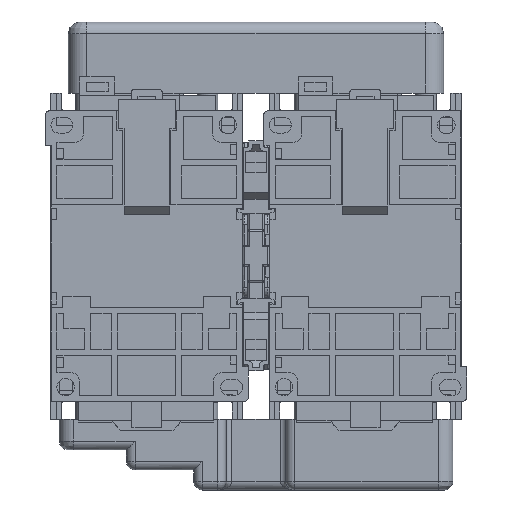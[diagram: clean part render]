
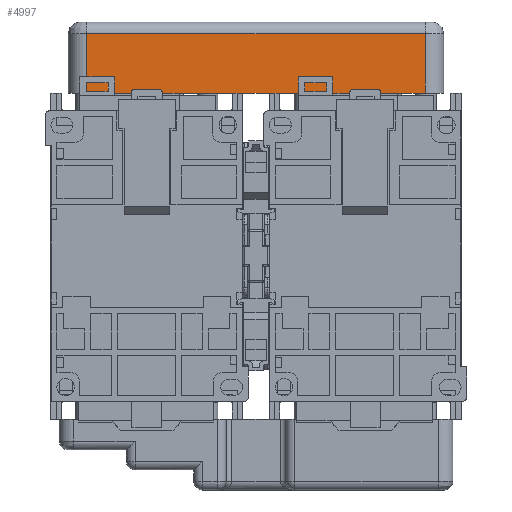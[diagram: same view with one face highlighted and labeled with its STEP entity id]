
A CAD part, front view. The second image highlights one B-rep face of the part: STEP entity #4997.
In plain terms, the highlighted planar face has unit normal (0, -1, 0).
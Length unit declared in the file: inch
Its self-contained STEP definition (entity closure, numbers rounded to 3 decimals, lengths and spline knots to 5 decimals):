
#3863=CARTESIAN_POINT('',(0.49213,3.08661,2.20472));
#3864=VERTEX_POINT('',#3863);
#3881=CARTESIAN_POINT('',(0.81496,3.08661,2.20472));
#3882=VERTEX_POINT('',#3881);
#3890=CARTESIAN_POINT('',(0.49213,3.08661,2.20472));
#3891=DIRECTION('',(1.0,0.0,0.0));
#3892=VECTOR('',#3891,0.32283);
#3893=LINE('',#3890,#3892);
#3894=EDGE_CURVE('',#3864,#3882,#3893,.T.);
#3915=CARTESIAN_POINT('',(-0.49213,3.08661,2.20472));
#3916=VERTEX_POINT('',#3915);
#3925=CARTESIAN_POINT('',(-1.15748,3.08661,2.20472));
#3926=VERTEX_POINT('',#3925);
#3927=CARTESIAN_POINT('',(-1.15748,3.08661,2.20472));
#3928=DIRECTION('',(1.0,0.0,0.0));
#3929=VECTOR('',#3928,0.66535);
#3930=LINE('',#3927,#3929);
#3931=EDGE_CURVE('',#3926,#3916,#3930,.T.);
#3966=CARTESIAN_POINT('',(-0.33268,3.08661,2.20472));
#3967=VERTEX_POINT('',#3966);
#3984=CARTESIAN_POINT('',(0.33268,3.08661,2.20472));
#3985=VERTEX_POINT('',#3984);
#3992=CARTESIAN_POINT('',(-0.33268,3.08661,2.20472));
#3993=DIRECTION('',(1.0,0.0,0.0));
#3994=VECTOR('',#3993,0.66535);
#3995=LINE('',#3992,#3994);
#3996=EDGE_CURVE('',#3967,#3985,#3995,.T.);
#4017=CARTESIAN_POINT('',(-3.44488,3.08661,2.20472));
#4018=VERTEX_POINT('',#4017);
#4027=CARTESIAN_POINT('',(-3.76772,3.08661,2.20472));
#4028=VERTEX_POINT('',#4027);
#4029=CARTESIAN_POINT('',(-3.76772,3.08661,2.20472));
#4030=DIRECTION('',(1.0,0.0,0.0));
#4031=VECTOR('',#4030,0.32283);
#4032=LINE('',#4029,#4031);
#4033=EDGE_CURVE('',#4028,#4018,#4032,.T.);
#4069=CARTESIAN_POINT('',(-3.28543,3.08661,2.20472));
#4070=VERTEX_POINT('',#4069);
#4087=CARTESIAN_POINT('',(-2.62008,3.08661,2.20472));
#4088=VERTEX_POINT('',#4087);
#4095=CARTESIAN_POINT('',(-3.28543,3.08661,2.20472));
#4096=DIRECTION('',(1.0,0.0,0.0));
#4097=VECTOR('',#4096,0.66535);
#4098=LINE('',#4095,#4097);
#4099=EDGE_CURVE('',#4070,#4088,#4098,.T.);
#4120=CARTESIAN_POINT('',(-1.79528,3.08661,2.20472));
#4121=VERTEX_POINT('',#4120);
#4130=CARTESIAN_POINT('',(-2.46063,3.08661,2.20472));
#4131=VERTEX_POINT('',#4130);
#4132=CARTESIAN_POINT('',(-2.46063,3.08661,2.20472));
#4133=DIRECTION('',(1.0,0.0,0.0));
#4134=VECTOR('',#4133,0.66535);
#4135=LINE('',#4132,#4134);
#4136=EDGE_CURVE('',#4131,#4121,#4135,.T.);
#4173=CARTESIAN_POINT('',(-1.65354,3.08661,2.20472));
#4174=VERTEX_POINT('',#4173);
#4189=CARTESIAN_POINT('',(-1.29921,3.08661,2.20472));
#4190=VERTEX_POINT('',#4189);
#4197=CARTESIAN_POINT('',(-1.65354,3.08661,2.20472));
#4198=DIRECTION('',(1.0,0.0,0.0));
#4199=VECTOR('',#4198,0.35433);
#4200=LINE('',#4197,#4199);
#4201=EDGE_CURVE('',#4174,#4190,#4200,.T.);
#4696=CARTESIAN_POINT('',(-3.76772,3.08661,3.00787));
#4697=VERTEX_POINT('',#4696);
#4705=CARTESIAN_POINT('',(0.81496,3.08661,3.00787));
#4706=VERTEX_POINT('',#4705);
#4707=CARTESIAN_POINT('',(-3.76772,3.08661,3.00787));
#4708=DIRECTION('',(1.0,0.0,0.0));
#4709=VECTOR('',#4708,4.58268);
#4710=LINE('',#4707,#4709);
#4711=EDGE_CURVE('',#4697,#4706,#4710,.T.);
#4923=CARTESIAN_POINT('',(0.81496,3.08661,3.00787));
#4924=DIRECTION('',(0.0,0.0,-1.0));
#4925=VECTOR('',#4924,0.80315);
#4926=LINE('',#4923,#4925);
#4927=EDGE_CURVE('',#4706,#3882,#4926,.T.);
#4939=CARTESIAN_POINT('',(-3.76772,3.08661,3.16535));
#4940=DIRECTION('',(0.0,-1.0,0.0));
#4941=DIRECTION('',(0.0,0.0,-1.0));
#4942=AXIS2_PLACEMENT_3D('',#4939,#4940,#4941);
#4943=PLANE('',#4942);
#4944=ORIENTED_EDGE('',*,*,#4711,.F.);
#4945=CARTESIAN_POINT('',(-3.76772,3.08661,3.00787));
#4946=DIRECTION('',(0.0,0.0,-1.0));
#4947=VECTOR('',#4946,0.80315);
#4948=LINE('',#4945,#4947);
#4949=EDGE_CURVE('',#4697,#4028,#4948,.T.);
#4950=ORIENTED_EDGE('',*,*,#4949,.T.);
#4951=ORIENTED_EDGE('',*,*,#4033,.T.);
#4952=CARTESIAN_POINT('',(-3.28543,3.08661,2.20472));
#4953=DIRECTION('',(-1.0,0.0,0.0));
#4954=VECTOR('',#4953,0.15945);
#4955=LINE('',#4952,#4954);
#4956=EDGE_CURVE('',#4070,#4018,#4955,.T.);
#4957=ORIENTED_EDGE('',*,*,#4956,.F.);
#4958=ORIENTED_EDGE('',*,*,#4099,.T.);
#4959=CARTESIAN_POINT('',(-2.46063,3.08661,2.20472));
#4960=DIRECTION('',(-1.0,0.0,0.0));
#4961=VECTOR('',#4960,0.15945);
#4962=LINE('',#4959,#4961);
#4963=EDGE_CURVE('',#4131,#4088,#4962,.T.);
#4964=ORIENTED_EDGE('',*,*,#4963,.F.);
#4965=ORIENTED_EDGE('',*,*,#4136,.T.);
#4966=CARTESIAN_POINT('',(-1.65354,3.08661,2.20472));
#4967=DIRECTION('',(-1.0,0.0,0.0));
#4968=VECTOR('',#4967,0.14173);
#4969=LINE('',#4966,#4968);
#4970=EDGE_CURVE('',#4174,#4121,#4969,.T.);
#4971=ORIENTED_EDGE('',*,*,#4970,.F.);
#4972=ORIENTED_EDGE('',*,*,#4201,.T.);
#4973=CARTESIAN_POINT('',(-1.15748,3.08661,2.20472));
#4974=DIRECTION('',(-1.0,0.0,0.0));
#4975=VECTOR('',#4974,0.14173);
#4976=LINE('',#4973,#4975);
#4977=EDGE_CURVE('',#3926,#4190,#4976,.T.);
#4978=ORIENTED_EDGE('',*,*,#4977,.F.);
#4979=ORIENTED_EDGE('',*,*,#3931,.T.);
#4980=CARTESIAN_POINT('',(-0.33268,3.08661,2.20472));
#4981=DIRECTION('',(-1.0,0.0,0.0));
#4982=VECTOR('',#4981,0.15945);
#4983=LINE('',#4980,#4982);
#4984=EDGE_CURVE('',#3967,#3916,#4983,.T.);
#4985=ORIENTED_EDGE('',*,*,#4984,.F.);
#4986=ORIENTED_EDGE('',*,*,#3996,.T.);
#4987=CARTESIAN_POINT('',(0.49213,3.08661,2.20472));
#4988=DIRECTION('',(-1.0,0.0,0.0));
#4989=VECTOR('',#4988,0.15945);
#4990=LINE('',#4987,#4989);
#4991=EDGE_CURVE('',#3864,#3985,#4990,.T.);
#4992=ORIENTED_EDGE('',*,*,#4991,.F.);
#4993=ORIENTED_EDGE('',*,*,#3894,.T.);
#4994=ORIENTED_EDGE('',*,*,#4927,.F.);
#4995=EDGE_LOOP('',(#4944,#4950,#4951,#4957,#4958,#4964,#4965,#4971,#4972,#4978,#4979,#4985,#4986,#4992,#4993,#4994));
#4996=FACE_OUTER_BOUND('',#4995,.T.);
#4997=ADVANCED_FACE('',(#4996),#4943,.T.);
